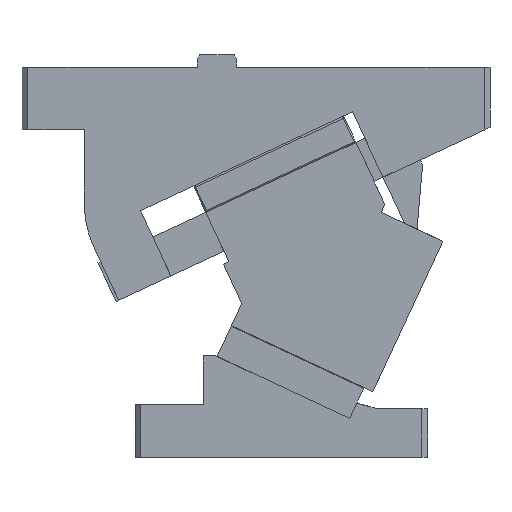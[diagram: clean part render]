
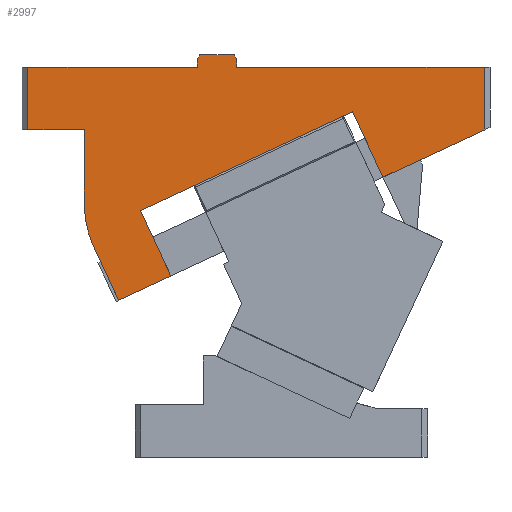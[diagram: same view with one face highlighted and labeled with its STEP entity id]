
A CAD part, front view. The second image highlights one B-rep face of the part: STEP entity #2997.
In plain terms, the highlighted planar face has unit normal (0, -1, 0).
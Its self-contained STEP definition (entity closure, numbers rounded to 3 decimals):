
#132=CARTESIAN_POINT('Vertex',(-55.,0.,168.)) ;
#135=CARTESIAN_POINT('Line Origine',(-55.,0.,184.)) ;
#139=CARTESIAN_POINT('Vertex',(-55.,0.,200.)) ;
#159=CARTESIAN_POINT('Line Origine',(-11.5,0.,200.)) ;
#163=CARTESIAN_POINT('Vertex',(32.,0.,200.)) ;
#654=CARTESIAN_POINT('Vertex',(-26.,0.,168.)) ;
#657=CARTESIAN_POINT('Line Origine',(-40.5,0.,168.)) ;
#1085=CARTESIAN_POINT('Line Origine',(32.,0.,202.25)) ;
#1089=CARTESIAN_POINT('Vertex',(32.,0.,204.5)) ;
#1184=CARTESIAN_POINT('Vertex',(179.,0.,200.)) ;
#1187=CARTESIAN_POINT('Line Origine',(179.,0.,183.93)) ;
#1191=CARTESIAN_POINT('Vertex',(179.,0.,167.86)) ;
#1414=CARTESIAN_POINT('Vertex',(-8.373,0.,80.487)) ;
#1463=CARTESIAN_POINT('Vertex',(18.363,0.,92.954)) ;
#1466=CARTESIAN_POINT('Line Origine',(4.995,0.,86.72)) ;
#1509=CARTESIAN_POINT('Vertex',(2.726,0.,126.487)) ;
#1512=CARTESIAN_POINT('Line Origine',(10.544,0.,109.721)) ;
#1545=CARTESIAN_POINT('Line Origine',(57.104,0.,151.845)) ;
#1549=CARTESIAN_POINT('Vertex',(111.483,0.,177.202)) ;
#1576=CARTESIAN_POINT('Line Origine',(119.301,0.,160.435)) ;
#1580=CARTESIAN_POINT('Vertex',(127.12,0.,143.668)) ;
#2529=CARTESIAN_POINT('Line Origine',(153.06,0.,155.764)) ;
#2721=CARTESIAN_POINT('Vertex',(52.,0.,200.)) ;
#2724=CARTESIAN_POINT('Line Origine',(115.5,0.,200.)) ;
#2763=CARTESIAN_POINT('Line Origine',(52.,0.,202.25)) ;
#2767=CARTESIAN_POINT('Vertex',(52.,0.,204.5)) ;
#2798=CARTESIAN_POINT('Vertex',(50.845,0.,206.5)) ;
#2803=CARTESIAN_POINT('Line Origine',(51.423,0.,205.5)) ;
#2825=CARTESIAN_POINT('Line Origine',(42.,0.,206.5)) ;
#2829=CARTESIAN_POINT('Vertex',(33.155,0.,206.5)) ;
#2861=CARTESIAN_POINT('Line Origine',(32.577,0.,205.5)) ;
#2938=CARTESIAN_POINT('Line Origine',(-26.,0.,148.686)) ;
#2942=CARTESIAN_POINT('Vertex',(-26.,0.,129.372)) ;
#2957=CARTESIAN_POINT('Axis2P3D Location',(29.751,0.,48.539)) ;
#2963=CARTESIAN_POINT('Control Point',(-26.,0.,129.372)) ;
#2964=CARTESIAN_POINT('Control Point',(-26.,0.,125.009)) ;
#2965=CARTESIAN_POINT('Control Point',(-25.524,0.,120.645)) ;
#2966=CARTESIAN_POINT('Control Point',(-24.572,0.,116.351)) ;
#2967=CARTESIAN_POINT('Control Point',(-23.159,0.,112.196)) ;
#2968=CARTESIAN_POINT('Control Point',(-21.315,0.,108.241)) ;
#2969=CARTESIAN_POINT('Vertex',(-21.315,0.,108.241)) ;
#2972=CARTESIAN_POINT('Line Origine',(-14.844,0.,94.364)) ;
#136=DIRECTION('Vector Direction',(0.,0.,1.)) ;
#160=DIRECTION('Vector Direction',(1.,0.,0.)) ;
#658=DIRECTION('Vector Direction',(1.,0.,0.)) ;
#1086=DIRECTION('Vector Direction',(0.,0.,1.)) ;
#1188=DIRECTION('Vector Direction',(0.,0.,1.)) ;
#1467=DIRECTION('Vector Direction',(0.906,0.,0.423)) ;
#1513=DIRECTION('Vector Direction',(-0.423,0.,0.906)) ;
#1546=DIRECTION('Vector Direction',(-0.906,0.,-0.423)) ;
#1577=DIRECTION('Vector Direction',(0.423,0.,-0.906)) ;
#2530=DIRECTION('Vector Direction',(-0.906,0.,-0.423)) ;
#2725=DIRECTION('Vector Direction',(1.,0.,0.)) ;
#2764=DIRECTION('Vector Direction',(0.,0.,1.)) ;
#2804=DIRECTION('Vector Direction',(-0.5,0.,0.866)) ;
#2826=DIRECTION('Vector Direction',(-1.,0.,0.)) ;
#2862=DIRECTION('Vector Direction',(0.5,0.,0.866)) ;
#2939=DIRECTION('Vector Direction',(0.,0.,1.)) ;
#2958=DIRECTION('Axis2P3D Direction',(0.,-1.,0.)) ;
#2959=DIRECTION('Axis2P3D XDirection',(0.906,0.,-0.423)) ;
#2973=DIRECTION('Vector Direction',(-0.423,0.,0.906)) ;
#2960=AXIS2_PLACEMENT_3D('Plane Axis2P3D',#2957,#2958,#2959) ;
#2978=ORIENTED_EDGE('',*,*,#2971,.F.) ;
#2979=ORIENTED_EDGE('',*,*,#2976,.F.) ;
#2980=ORIENTED_EDGE('',*,*,#1470,.T.) ;
#2981=ORIENTED_EDGE('',*,*,#1516,.T.) ;
#2982=ORIENTED_EDGE('',*,*,#1551,.F.) ;
#2983=ORIENTED_EDGE('',*,*,#1582,.T.) ;
#2984=ORIENTED_EDGE('',*,*,#2533,.F.) ;
#2985=ORIENTED_EDGE('',*,*,#1193,.T.) ;
#2986=ORIENTED_EDGE('',*,*,#2728,.F.) ;
#2987=ORIENTED_EDGE('',*,*,#2769,.T.) ;
#2988=ORIENTED_EDGE('',*,*,#2807,.F.) ;
#2989=ORIENTED_EDGE('',*,*,#2831,.F.) ;
#2990=ORIENTED_EDGE('',*,*,#2865,.F.) ;
#2991=ORIENTED_EDGE('',*,*,#1091,.F.) ;
#2992=ORIENTED_EDGE('',*,*,#165,.F.) ;
#2993=ORIENTED_EDGE('',*,*,#141,.F.) ;
#2994=ORIENTED_EDGE('',*,*,#661,.T.) ;
#2995=ORIENTED_EDGE('',*,*,#2944,.F.) ;
#137=VECTOR('Line Direction',#136,1.) ;
#161=VECTOR('Line Direction',#160,1.) ;
#659=VECTOR('Line Direction',#658,1.) ;
#1087=VECTOR('Line Direction',#1086,1.) ;
#1189=VECTOR('Line Direction',#1188,1.) ;
#1468=VECTOR('Line Direction',#1467,1.) ;
#1514=VECTOR('Line Direction',#1513,1.) ;
#1547=VECTOR('Line Direction',#1546,1.) ;
#1578=VECTOR('Line Direction',#1577,1.) ;
#2531=VECTOR('Line Direction',#2530,1.) ;
#2726=VECTOR('Line Direction',#2725,1.) ;
#2765=VECTOR('Line Direction',#2764,1.) ;
#2805=VECTOR('Line Direction',#2804,1.) ;
#2827=VECTOR('Line Direction',#2826,1.) ;
#2863=VECTOR('Line Direction',#2862,1.) ;
#2940=VECTOR('Line Direction',#2939,1.) ;
#2974=VECTOR('Line Direction',#2973,1.) ;
#2997=ADVANCED_FACE('CAM HOLDER',(#2996),#2961,.T.) ;
#2962=B_SPLINE_CURVE_WITH_KNOTS('',5,(#2963,#2964,#2965,#2966,#2967,#2968),.UNSPECIFIED.,.F.,.U.,(6,6),(0.,30.853),.UNSPECIFIED.) ;
#141=EDGE_CURVE('',#133,#140,#138,.T.) ;
#165=EDGE_CURVE('',#140,#164,#162,.T.) ;
#661=EDGE_CURVE('',#133,#655,#660,.T.) ;
#1091=EDGE_CURVE('',#164,#1090,#1088,.T.) ;
#1193=EDGE_CURVE('',#1192,#1185,#1190,.T.) ;
#1470=EDGE_CURVE('',#1415,#1464,#1469,.T.) ;
#1516=EDGE_CURVE('',#1464,#1510,#1515,.T.) ;
#1551=EDGE_CURVE('',#1550,#1510,#1548,.T.) ;
#1582=EDGE_CURVE('',#1550,#1581,#1579,.T.) ;
#2533=EDGE_CURVE('',#1192,#1581,#2532,.T.) ;
#2728=EDGE_CURVE('',#2722,#1185,#2727,.T.) ;
#2769=EDGE_CURVE('',#2722,#2768,#2766,.T.) ;
#2807=EDGE_CURVE('',#2799,#2768,#2806,.F.) ;
#2831=EDGE_CURVE('',#2830,#2799,#2828,.F.) ;
#2865=EDGE_CURVE('',#1090,#2830,#2864,.T.) ;
#2944=EDGE_CURVE('',#2943,#655,#2941,.T.) ;
#2971=EDGE_CURVE('',#2970,#2943,#2962,.F.) ;
#2976=EDGE_CURVE('',#1415,#2970,#2975,.T.) ;
#2977=EDGE_LOOP('',(#2978,#2979,#2980,#2981,#2982,#2983,#2984,#2985,#2986,#2987,#2988,#2989,#2990,#2991,#2992,#2993,#2994,#2995)) ;
#2996=FACE_OUTER_BOUND('',#2977,.T.) ;
#138=LINE('Line',#135,#137) ;
#162=LINE('Line',#159,#161) ;
#660=LINE('Line',#657,#659) ;
#1088=LINE('Line',#1085,#1087) ;
#1190=LINE('Line',#1187,#1189) ;
#1469=LINE('Line',#1466,#1468) ;
#1515=LINE('Line',#1512,#1514) ;
#1548=LINE('Line',#1545,#1547) ;
#1579=LINE('Line',#1576,#1578) ;
#2532=LINE('Line',#2529,#2531) ;
#2727=LINE('Line',#2724,#2726) ;
#2766=LINE('Line',#2763,#2765) ;
#2806=LINE('Line',#2803,#2805) ;
#2828=LINE('Line',#2825,#2827) ;
#2864=LINE('Line',#2861,#2863) ;
#2941=LINE('Line',#2938,#2940) ;
#2975=LINE('Line',#2972,#2974) ;
#2961=PLANE('Plane',#2960) ;
#133=VERTEX_POINT('',#132) ;
#140=VERTEX_POINT('',#139) ;
#164=VERTEX_POINT('',#163) ;
#655=VERTEX_POINT('',#654) ;
#1090=VERTEX_POINT('',#1089) ;
#1185=VERTEX_POINT('',#1184) ;
#1192=VERTEX_POINT('',#1191) ;
#1415=VERTEX_POINT('',#1414) ;
#1464=VERTEX_POINT('',#1463) ;
#1510=VERTEX_POINT('',#1509) ;
#1550=VERTEX_POINT('',#1549) ;
#1581=VERTEX_POINT('',#1580) ;
#2722=VERTEX_POINT('',#2721) ;
#2768=VERTEX_POINT('',#2767) ;
#2799=VERTEX_POINT('',#2798) ;
#2830=VERTEX_POINT('',#2829) ;
#2943=VERTEX_POINT('',#2942) ;
#2970=VERTEX_POINT('',#2969) ;
